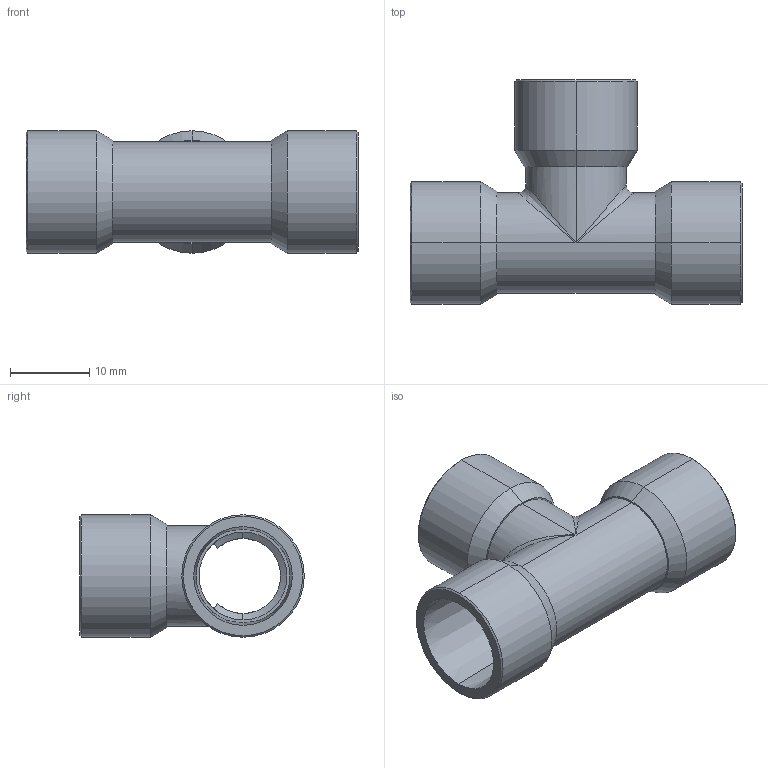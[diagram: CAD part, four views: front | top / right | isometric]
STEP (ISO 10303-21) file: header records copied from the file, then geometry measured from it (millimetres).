
FILE_DESCRIPTION (( 'STEP AP203' ), '1' );
FILE_NAME ('0,250'' NPT TEE.STEP', '2018-09-27T14:47:40', ( '' ), ( '' ), 'SwSTEP 2.0', 'SolidWorks 2016', '' );
FILE_SCHEMA (( 'CONFIG_CONTROL_DESIGN' ));
Length unit declared in the file: millimetre
Products named in the file (1): 0,250'' NPT TEE
Bounding box: 42 x 28.4 x 15.5 mm (x, y, z)
Volume: 3050.4 mm3; surface area: 4782.1 mm2
Topology: 1 solids, 1 shells, 69 faces, 151 edges, 85 vertices
Faces by surface type: cone 30, cylinder 28, plane 9, bspline 2
Entity records: 2109 total; most frequent: CARTESIAN_POINT 567, DIRECTION 324, ORIENTED_EDGE 294, EDGE_CURVE 147, AXIS2_PLACEMENT_3D 138, VERTEX_POINT 85, EDGE_LOOP 78, CIRCLE 70
